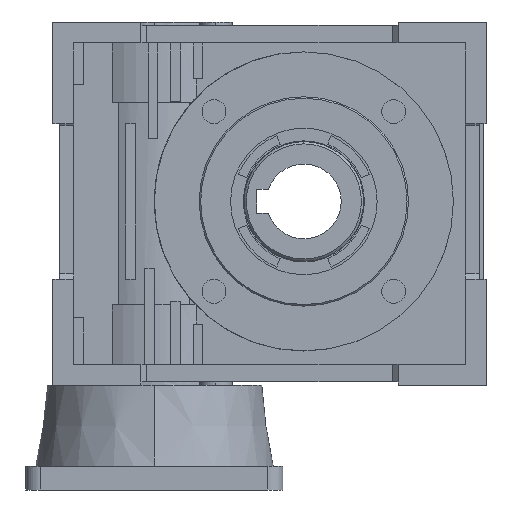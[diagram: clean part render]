
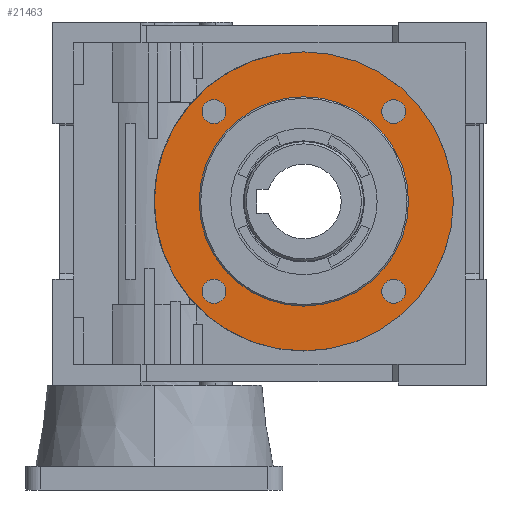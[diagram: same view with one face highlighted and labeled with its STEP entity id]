
A CAD part, left-side view. The second image highlights one B-rep face of the part: STEP entity #21463.
In plain terms, the highlighted planar face has unit normal (-1, 0, 0).
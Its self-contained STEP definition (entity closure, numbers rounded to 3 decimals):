
#200 = VERTEX_POINT ( 'NONE', #1812 ) ;
#286 = FACE_BOUND ( 'NONE', #399, .T. ) ;
#364 = CIRCLE ( 'NONE', #13389, 4. ) ;
#399 = EDGE_LOOP ( 'NONE', ( #7406, #16328 ) ) ;
#642 = ORIENTED_EDGE ( 'NONE', *, *, #20386, .F. ) ;
#1010 = DIRECTION ( 'NONE',  ( 1., 0., 0. ) ) ;
#1025 = CIRCLE ( 'NONE', #3823, 4. ) ;
#1423 = EDGE_CURVE ( 'NONE', #21769, #17325, #364, .T. ) ;
#1584 = CARTESIAN_POINT ( 'NONE',  ( -43.5, 0., 0. ) ) ;
#1606 = CARTESIAN_POINT ( 'NONE',  ( -43.5, -30.052, 30.052 ) ) ;
#1673 = ORIENTED_EDGE ( 'NONE', *, *, #21321, .T. ) ;
#1746 = DIRECTION ( 'NONE',  ( 0., 0., -1. ) ) ;
#1812 = CARTESIAN_POINT ( 'NONE',  ( -43.5, 0., -50.01 ) ) ;
#1921 = AXIS2_PLACEMENT_3D ( 'NONE', #7490, #12529, #10908 ) ;
#2177 = CARTESIAN_POINT ( 'NONE',  ( -43.5, -30.052, -26.052 ) ) ;
#2210 = EDGE_LOOP ( 'NONE', ( #12863, #8751 ) ) ;
#2372 = VERTEX_POINT ( 'NONE', #22035 ) ;
#2389 = EDGE_CURVE ( 'NONE', #16593, #2372, #1025, .T. ) ;
#2417 = AXIS2_PLACEMENT_3D ( 'NONE', #5228, #15593, #10345 ) ;
#2472 = FACE_BOUND ( 'NONE', #10416, .T. ) ;
#2577 = VERTEX_POINT ( 'NONE', #15931 ) ;
#2759 = DIRECTION ( 'NONE',  ( 0., -1., 0. ) ) ;
#2977 = CIRCLE ( 'NONE', #21028, 35. ) ;
#2986 = CARTESIAN_POINT ( 'NONE',  ( -43.5, -30.052, 30.052 ) ) ;
#3017 = FACE_BOUND ( 'NONE', #21550, .T. ) ;
#3048 = ORIENTED_EDGE ( 'NONE', *, *, #1423, .T. ) ;
#3551 = VERTEX_POINT ( 'NONE', #15715 ) ;
#3643 = EDGE_CURVE ( 'NONE', #17325, #21769, #13024, .T. ) ;
#3675 = ORIENTED_EDGE ( 'NONE', *, *, #4980, .T. ) ;
#3823 = AXIS2_PLACEMENT_3D ( 'NONE', #18910, #10236, #12058 ) ;
#4026 = VERTEX_POINT ( 'NONE', #14144 ) ;
#4109 = FACE_BOUND ( 'NONE', #11466, .T. ) ;
#4482 = CIRCLE ( 'NONE', #5584, 4. ) ;
#4489 = CIRCLE ( 'NONE', #19457, 4. ) ;
#4662 = EDGE_CURVE ( 'NONE', #10227, #14260, #2977, .T. ) ;
#4941 = CIRCLE ( 'NONE', #15619, 50.01 ) ;
#4980 = EDGE_CURVE ( 'NONE', #4026, #7245, #5621, .T. ) ;
#5167 = CIRCLE ( 'NONE', #17244, 4. ) ;
#5228 = CARTESIAN_POINT ( 'NONE',  ( -43.5, 0., 0. ) ) ;
#5394 = DIRECTION ( 'NONE',  ( 0., -1., 0. ) ) ;
#5584 = AXIS2_PLACEMENT_3D ( 'NONE', #15690, #10657, #5394 ) ;
#5618 = CARTESIAN_POINT ( 'NONE',  ( -43.5, -30.052, 34.052 ) ) ;
#5621 = CIRCLE ( 'NONE', #15147, 4. ) ;
#5965 = EDGE_CURVE ( 'NONE', #3551, #2577, #4482, .T. ) ;
#6296 = EDGE_CURVE ( 'NONE', #7245, #4026, #4489, .T. ) ;
#6435 = CARTESIAN_POINT ( 'NONE',  ( -43.5, 0., 0. ) ) ;
#6714 = DIRECTION ( 'NONE',  ( 0., 0., 1. ) ) ;
#7035 = CARTESIAN_POINT ( 'NONE',  ( -43.5, 0., 0. ) ) ;
#7245 = VERTEX_POINT ( 'NONE', #5618 ) ;
#7406 = ORIENTED_EDGE ( 'NONE', *, *, #4662, .F. ) ;
#7485 = EDGE_LOOP ( 'NONE', ( #642, #11060 ) ) ;
#7490 = CARTESIAN_POINT ( 'NONE',  ( -43.5, -30.052, -30.052 ) ) ;
#7828 = DIRECTION ( 'NONE',  ( -1., 0., 0. ) ) ;
#8126 = EDGE_CURVE ( 'NONE', #2372, #16593, #13267, .T. ) ;
#8408 = DIRECTION ( 'NONE',  ( -1., 0., 0. ) ) ;
#8707 = FACE_BOUND ( 'NONE', #2210, .T. ) ;
#8748 = DIRECTION ( 'NONE',  ( 1., 0., 0. ) ) ;
#8751 = ORIENTED_EDGE ( 'NONE', *, *, #2389, .T. ) ;
#8948 = DIRECTION ( 'NONE',  ( 0., 0., -1. ) ) ;
#9616 = DIRECTION ( 'NONE',  ( 0., 1., 0. ) ) ;
#9684 = DIRECTION ( 'NONE',  ( 1., 0., 0. ) ) ;
#9784 = DIRECTION ( 'NONE',  ( 0., 0., 1. ) ) ;
#10202 = EDGE_CURVE ( 'NONE', #14260, #10227, #12864, .T. ) ;
#10227 = VERTEX_POINT ( 'NONE', #13769 ) ;
#10236 = DIRECTION ( 'NONE',  ( 1., 0., 0. ) ) ;
#10270 = DIRECTION ( 'NONE',  ( 0., 1., 0. ) ) ;
#10345 = DIRECTION ( 'NONE',  ( 0., 0., -1. ) ) ;
#10416 = EDGE_LOOP ( 'NONE', ( #18464, #1673 ) ) ;
#10501 = CARTESIAN_POINT ( 'NONE',  ( -43.5, 0., 50.01 ) ) ;
#10657 = DIRECTION ( 'NONE',  ( 1., 0., 0. ) ) ;
#10757 = VERTEX_POINT ( 'NONE', #10501 ) ;
#10908 = DIRECTION ( 'NONE',  ( 0., 0., 1. ) ) ;
#11060 = ORIENTED_EDGE ( 'NONE', *, *, #11860, .F. ) ;
#11077 = CARTESIAN_POINT ( 'NONE',  ( -43.5, 30.052, 26.052 ) ) ;
#11267 = DIRECTION ( 'NONE',  ( 0., 0., 1. ) ) ;
#11466 = EDGE_LOOP ( 'NONE', ( #19758, #3675 ) ) ;
#11860 = EDGE_CURVE ( 'NONE', #10757, #200, #13803, .T. ) ;
#12058 = DIRECTION ( 'NONE',  ( 0., 0., -1. ) ) ;
#12180 = DIRECTION ( 'NONE',  ( 1., 0., 0. ) ) ;
#12200 = FACE_OUTER_BOUND ( 'NONE', #7485, .T. ) ;
#12529 = DIRECTION ( 'NONE',  ( 1., 0., 0. ) ) ;
#12699 = ORIENTED_EDGE ( 'NONE', *, *, #3643, .T. ) ;
#12863 = ORIENTED_EDGE ( 'NONE', *, *, #8126, .T. ) ;
#12864 = CIRCLE ( 'NONE', #14638, 35. ) ;
#13024 = CIRCLE ( 'NONE', #1921, 4. ) ;
#13189 = CARTESIAN_POINT ( 'NONE',  ( -43.5, -30.052, -30.052 ) ) ;
#13267 = CIRCLE ( 'NONE', #19113, 4. ) ;
#13389 = AXIS2_PLACEMENT_3D ( 'NONE', #13189, #16617, #9784 ) ;
#13769 = CARTESIAN_POINT ( 'NONE',  ( -43.5, 0., -35. ) ) ;
#13803 = CIRCLE ( 'NONE', #14726, 50.01 ) ;
#14144 = CARTESIAN_POINT ( 'NONE',  ( -43.5, -30.052, 26.052 ) ) ;
#14260 = VERTEX_POINT ( 'NONE', #16964 ) ;
#14638 = AXIS2_PLACEMENT_3D ( 'NONE', #6435, #7828, #11267 ) ;
#14726 = AXIS2_PLACEMENT_3D ( 'NONE', #20990, #8748, #15538 ) ;
#15147 = AXIS2_PLACEMENT_3D ( 'NONE', #2986, #9684, #9616 ) ;
#15538 = DIRECTION ( 'NONE',  ( 0., 0., -1. ) ) ;
#15593 = DIRECTION ( 'NONE',  ( -1., 0., 0. ) ) ;
#15619 = AXIS2_PLACEMENT_3D ( 'NONE', #7035, #20510, #1746 ) ;
#15690 = CARTESIAN_POINT ( 'NONE',  ( -43.5, 30.052, -30.052 ) ) ;
#15715 = CARTESIAN_POINT ( 'NONE',  ( -43.5, 30.052, -26.052 ) ) ;
#15931 = CARTESIAN_POINT ( 'NONE',  ( -43.5, 30.052, -34.052 ) ) ;
#16328 = ORIENTED_EDGE ( 'NONE', *, *, #10202, .F. ) ;
#16593 = VERTEX_POINT ( 'NONE', #11077 ) ;
#16617 = DIRECTION ( 'NONE',  ( 1., 0., 0. ) ) ;
#16964 = CARTESIAN_POINT ( 'NONE',  ( -43.5, 0., 35. ) ) ;
#17244 = AXIS2_PLACEMENT_3D ( 'NONE', #18565, #1010, #2759 ) ;
#17325 = VERTEX_POINT ( 'NONE', #2177 ) ;
#18464 = ORIENTED_EDGE ( 'NONE', *, *, #5965, .T. ) ;
#18565 = CARTESIAN_POINT ( 'NONE',  ( -43.5, 30.052, -30.052 ) ) ;
#18910 = CARTESIAN_POINT ( 'NONE',  ( -43.5, 30.052, 30.052 ) ) ;
#19032 = PLANE ( 'NONE',  #2417 ) ;
#19113 = AXIS2_PLACEMENT_3D ( 'NONE', #19395, #21105, #8948 ) ;
#19395 = CARTESIAN_POINT ( 'NONE',  ( -43.5, 30.052, 30.052 ) ) ;
#19457 = AXIS2_PLACEMENT_3D ( 'NONE', #1606, #12180, #10270 ) ;
#19758 = ORIENTED_EDGE ( 'NONE', *, *, #6296, .T. ) ;
#20386 = EDGE_CURVE ( 'NONE', #200, #10757, #4941, .T. ) ;
#20510 = DIRECTION ( 'NONE',  ( 1., 0., 0. ) ) ;
#20990 = CARTESIAN_POINT ( 'NONE',  ( -43.5, 0., 0. ) ) ;
#21028 = AXIS2_PLACEMENT_3D ( 'NONE', #1584, #8408, #6714 ) ;
#21105 = DIRECTION ( 'NONE',  ( 1., 0., 0. ) ) ;
#21232 = CARTESIAN_POINT ( 'NONE',  ( -43.5, -30.052, -34.052 ) ) ;
#21321 = EDGE_CURVE ( 'NONE', #2577, #3551, #5167, .T. ) ;
#21463 = ADVANCED_FACE ( 'NONE', ( #286, #3017, #8707, #12200, #2472, #4109 ), #19032, .T. ) ;
#21550 = EDGE_LOOP ( 'NONE', ( #12699, #3048 ) ) ;
#21769 = VERTEX_POINT ( 'NONE', #21232 ) ;
#22035 = CARTESIAN_POINT ( 'NONE',  ( -43.5, 30.052, 34.052 ) ) ;
